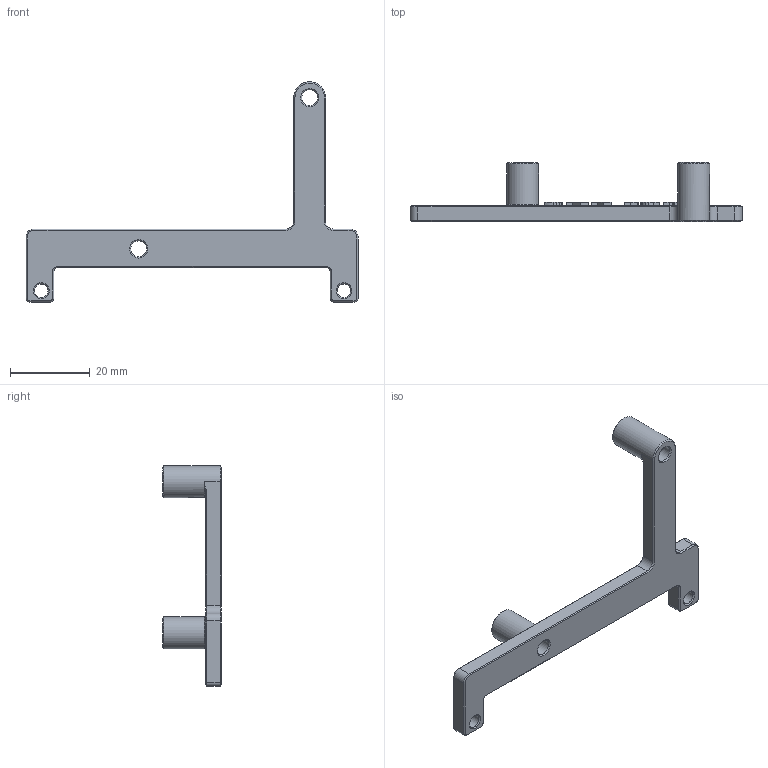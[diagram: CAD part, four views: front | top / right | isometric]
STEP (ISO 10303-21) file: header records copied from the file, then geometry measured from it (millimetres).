
FILE_DESCRIPTION(/* description */ (''),/* implementation_level */ '2;1');
FILE_NAME(/* name */ 'B-SKR_Blower_Mount-F.stp',/* time_stamp */ '2020-12-19T15:04:15-08:00',/* author */ (''),/* organization */ (''),/* preprocessor_version */ 'ST-DEVELOPER v18.1',/* originating_system */ 'Autodesk Translation Framework v9.7.0.1280',/* authorisation */ '');
FILE_SCHEMA (('AUTOMOTIVE_DESIGN { 1 0 10303 214 3 1 1 }'));
Length unit declared in the file: millimetre
Products named in the file (1): FusionComponent
Bounding box: 83.47 x 14.8 x 55.4 mm (x, y, z)
Volume: 5567 mm3; surface area: 4491 mm2
Topology: 1 solids, 1 shells, 221 faces, 580 edges, 370 vertices
Faces by surface type: plane 91, bspline 81, cone 33, cylinder 16
Full cylindrical faces by diameter (mm): 3.4 x2, 4 x2, 8 x2
Entity records: 7523 total; most frequent: CARTESIAN_POINT 2564, ORIENTED_EDGE 1160, DIRECTION 761, EDGE_CURVE 580, VERTEX_POINT 370, LINE 343, VECTOR 343, EDGE_LOOP 238
